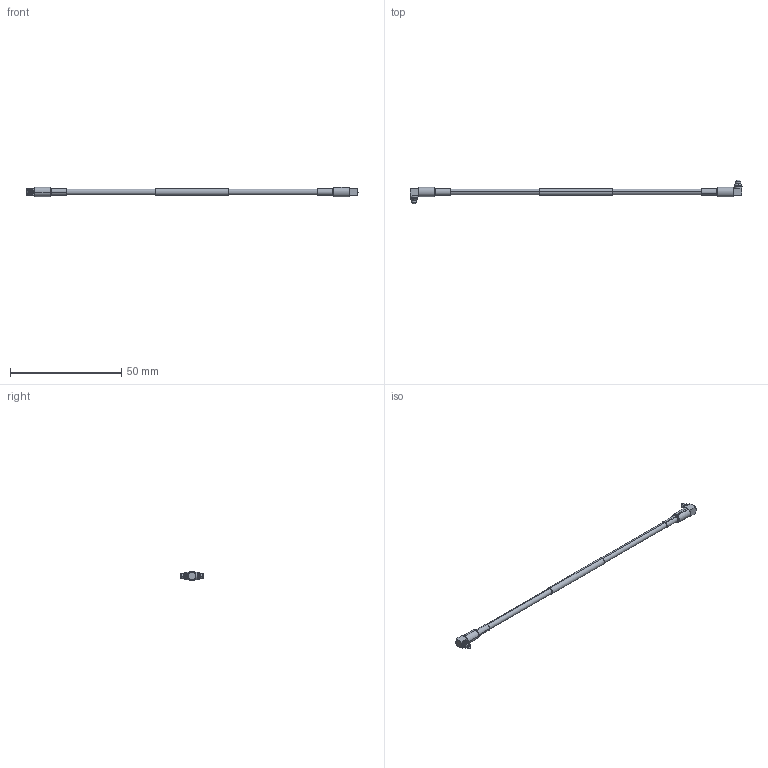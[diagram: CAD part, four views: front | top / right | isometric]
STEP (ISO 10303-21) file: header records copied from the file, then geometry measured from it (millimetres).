
FILE_DESCRIPTION (( 'STEP AP214' ), '1' );
FILE_NAME ('FMC1919315-SP1_3D.step', '2023-03-06T20:17:47', ( '' ), ( '' ), 'SwSTEP 2.0', 'SolidWorks 2022', '' );
FILE_SCHEMA (( 'AUTOMOTIVE_DESIGN' ));
Length unit declared in the file: inch
Products named in the file (4): RG316 Ø.102 jacket^FMC1919315-SP1; FMC1919315-SP1_3D; SC9535; heat shrink^FMC1919315-SP1_conn 1
Assembly tree (5 placements, depth 2):
  FMC1919315-SP1_3D
    RG316 Ø.102 jacket^FMC1919315-SP1
    SC9535  x2
    heat shrink^FMC1919315-SP1_conn 1  x2
Bounding box: 148.98 x 10.61 x 4.27 mm (x, y, z)
Volume: 1001.1 mm3; surface area: 2985.4 mm2
Topology: 8 solids, 8 shells, 178 faces, 362 edges, 214 vertices
Faces by surface type: cylinder 66, plane 50, cone 36, torus 16, bspline 10
Entity records: 2788 total; most frequent: CARTESIAN_POINT 558, DIRECTION 473, ORIENTED_EDGE 376, AXIS2_PLACEMENT_3D 208, EDGE_CURVE 188, VERTEX_POINT 113, CIRCLE 111, EDGE_LOOP 107
